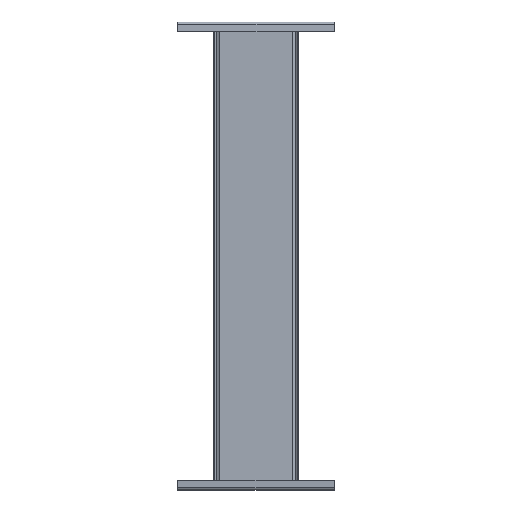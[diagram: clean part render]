
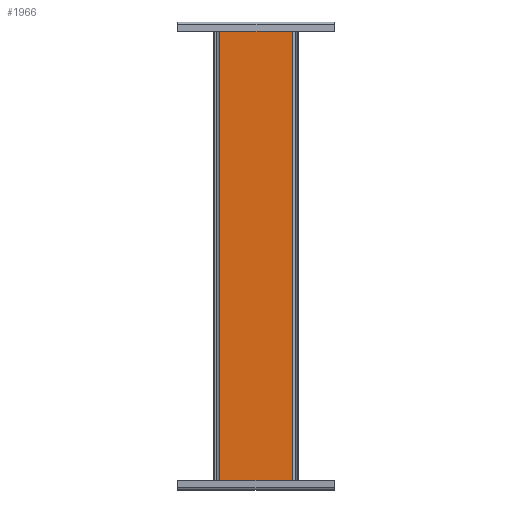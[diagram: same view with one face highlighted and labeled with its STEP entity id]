
A CAD part, front view. The second image highlights one B-rep face of the part: STEP entity #1966.
In plain terms, the highlighted planar face has unit normal (0, -1, 0).
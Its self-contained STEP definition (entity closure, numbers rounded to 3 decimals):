
#186=FACE_OUTER_BOUND('',#424,.F.);
#424=EDGE_LOOP('',(#831,#832,#833,#834));
#831=ORIENTED_EDGE('',*,*,#3521,.F.);
#832=ORIENTED_EDGE('',*,*,#3520,.F.);
#833=ORIENTED_EDGE('',*,*,#3522,.T.);
#834=ORIENTED_EDGE('',*,*,#3516,.T.);
#1966=ADVANCED_FACE('',(#186),#2192,.T.);
#2192=PLANE('',#4637);
#2500=LINE('',#6245,#3004);
#2504=LINE('',#6249,#3008);
#2505=LINE('',#6250,#3009);
#2506=LINE('',#6251,#3010);
#3004=VECTOR('',#4967,94.);
#3008=VECTOR('',#4971,94.);
#3009=VECTOR('',#4972,594.);
#3010=VECTOR('',#4973,594.);
#3516=EDGE_CURVE('',#4151,#4149,#2500,.T.);
#3520=EDGE_CURVE('',#4145,#4147,#2504,.T.);
#3521=EDGE_CURVE('',#4147,#4149,#2505,.T.);
#3522=EDGE_CURVE('',#4145,#4151,#2506,.T.);
#4145=VERTEX_POINT('',#6202);
#4147=VERTEX_POINT('',#6204);
#4149=VERTEX_POINT('',#6206);
#4151=VERTEX_POINT('',#6208);
#4637=AXIS2_PLACEMENT_3D('',#6349,#5130,#5131);
#4967=DIRECTION('',(-1.,0.,0.));
#4971=DIRECTION('',(-1.,0.,0.));
#4972=DIRECTION('',(0.,0.,-1.));
#4973=DIRECTION('',(0.,0.,-1.));
#5130=DIRECTION('',(0.,-1.,0.));
#5131=DIRECTION('',(0.,0.,-1.));
#6202=CARTESIAN_POINT('',(47.,0.,297.));
#6204=CARTESIAN_POINT('',(-47.,0.,297.));
#6206=CARTESIAN_POINT('',(-47.,0.,-297.));
#6208=CARTESIAN_POINT('',(47.,0.,-297.));
#6245=CARTESIAN_POINT('',(47.,0.,-297.));
#6249=CARTESIAN_POINT('',(47.,0.,297.));
#6250=CARTESIAN_POINT('',(-47.,0.,297.));
#6251=CARTESIAN_POINT('',(47.,0.,297.));
#6349=CARTESIAN_POINT('',(-76.7,0.,326.7));
